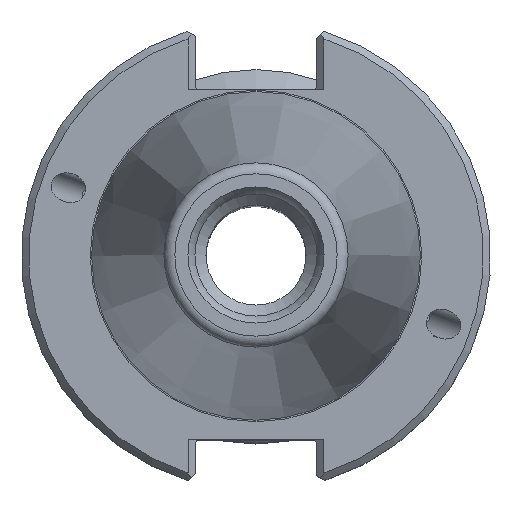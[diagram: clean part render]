
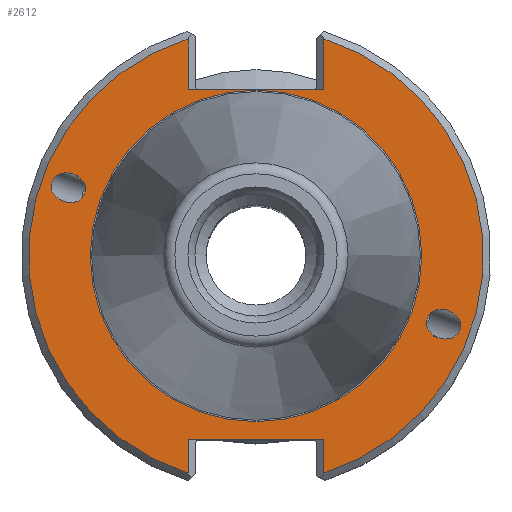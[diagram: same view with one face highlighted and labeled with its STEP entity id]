
A CAD part, top view. The second image highlights one B-rep face of the part: STEP entity #2612.
In plain terms, the highlighted planar face has unit normal (0, 0, 1).
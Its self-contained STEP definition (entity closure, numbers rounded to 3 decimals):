
#80=ELLIPSE('',#2763,2.381,1.95);
#81=ELLIPSE('',#2766,2.381,1.95);
#99=PLANE('',#2762);
#147=LINE('',#3909,#212);
#148=LINE('',#3911,#213);
#149=LINE('',#3913,#214);
#150=LINE('',#3917,#215);
#151=LINE('',#3919,#216);
#152=LINE('',#3921,#217);
#212=VECTOR('',#3060,1000.);
#213=VECTOR('',#3061,1000.);
#214=VECTOR('',#3062,1000.);
#215=VECTOR('',#3065,1000.);
#216=VECTOR('',#3066,1000.);
#217=VECTOR('',#3067,1000.);
#271=CIRCLE('',#2761,22.418);
#272=CIRCLE('',#2764,30.75);
#273=CIRCLE('',#2765,30.75);
#477=ORIENTED_EDGE('',*,*,#938,.F.);
#478=ORIENTED_EDGE('',*,*,#939,.T.);
#479=ORIENTED_EDGE('',*,*,#940,.T.);
#480=ORIENTED_EDGE('',*,*,#941,.F.);
#481=ORIENTED_EDGE('',*,*,#942,.T.);
#482=ORIENTED_EDGE('',*,*,#943,.T.);
#483=ORIENTED_EDGE('',*,*,#944,.T.);
#484=ORIENTED_EDGE('',*,*,#945,.F.);
#485=ORIENTED_EDGE('',*,*,#946,.T.);
#486=ORIENTED_EDGE('',*,*,#947,.F.);
#487=ORIENTED_EDGE('',*,*,#937,.F.);
#937=EDGE_CURVE('',#1158,#1158,#271,.T.);
#938=EDGE_CURVE('',#1159,#1159,#80,.T.);
#939=EDGE_CURVE('',#1160,#1161,#272,.T.);
#940=EDGE_CURVE('',#1161,#1162,#147,.T.);
#941=EDGE_CURVE('',#1163,#1162,#148,.T.);
#942=EDGE_CURVE('',#1163,#1164,#149,.T.);
#943=EDGE_CURVE('',#1164,#1165,#273,.T.);
#944=EDGE_CURVE('',#1165,#1166,#150,.T.);
#945=EDGE_CURVE('',#1167,#1166,#151,.T.);
#946=EDGE_CURVE('',#1167,#1160,#152,.T.);
#947=EDGE_CURVE('',#1168,#1168,#81,.T.);
#1158=VERTEX_POINT('',#3902);
#1159=VERTEX_POINT('',#3905);
#1160=VERTEX_POINT('',#3907);
#1161=VERTEX_POINT('',#3908);
#1162=VERTEX_POINT('',#3910);
#1163=VERTEX_POINT('',#3912);
#1164=VERTEX_POINT('',#3914);
#1165=VERTEX_POINT('',#3916);
#1166=VERTEX_POINT('',#3918);
#1167=VERTEX_POINT('',#3920);
#1168=VERTEX_POINT('',#3923);
#1376=EDGE_LOOP('',(#477));
#1377=EDGE_LOOP('',(#478,#479,#480,#481,#482,#483,#484,#485));
#1378=EDGE_LOOP('',(#486));
#1379=EDGE_LOOP('',(#487));
#1559=FACE_BOUND('',#1376,.T.);
#1560=FACE_BOUND('',#1377,.T.);
#1561=FACE_BOUND('',#1378,.T.);
#1562=FACE_BOUND('',#1379,.T.);
#2612=ADVANCED_FACE('',(#1559,#1560,#1561,#1562),#99,.T.);
#2761=AXIS2_PLACEMENT_3D('',#3901,#3052,#3053);
#2762=AXIS2_PLACEMENT_3D('',#3903,#3054,#3055);
#2763=AXIS2_PLACEMENT_3D('',#3904,#3056,#3057);
#2764=AXIS2_PLACEMENT_3D('',#3906,#3058,#3059);
#2765=AXIS2_PLACEMENT_3D('',#3915,#3063,#3064);
#2766=AXIS2_PLACEMENT_3D('',#3922,#3068,#3069);
#3052=DIRECTION('',(0.,0.,1.));
#3053=DIRECTION('',(1.,0.,0.));
#3054=DIRECTION('',(0.,0.,1.));
#3055=DIRECTION('',(1.,0.,0.));
#3056=DIRECTION('',(0.,0.,1.));
#3057=DIRECTION('',(0.94,-0.342,0.));
#3058=DIRECTION('',(0.,0.,1.));
#3059=DIRECTION('',(1.,0.,0.));
#3060=DIRECTION('',(0.,1.,0.));
#3061=DIRECTION('',(-1.,0.,0.));
#3062=DIRECTION('',(0.,-1.,0.));
#3063=DIRECTION('',(0.,0.,1.));
#3064=DIRECTION('',(1.,0.,0.));
#3065=DIRECTION('',(0.,-1.,0.));
#3066=DIRECTION('',(1.,0.,0.));
#3067=DIRECTION('',(0.,1.,0.));
#3068=DIRECTION('',(0.,0.,1.));
#3069=DIRECTION('',(-0.94,0.342,0.));
#3901=CARTESIAN_POINT('',(0.,0.,-3.17));
#3902=CARTESIAN_POINT('',(22.418,0.,-3.17));
#3903=CARTESIAN_POINT('',(22.418,0.,-3.17));
#3904=CARTESIAN_POINT('',(-25.372,9.235,-3.17));
#3905=CARTESIAN_POINT('',(-23.135,8.42,-3.17));
#3906=CARTESIAN_POINT('',(0.,0.,-3.17));
#3907=CARTESIAN_POINT('',(-9.19,29.345,-3.17));
#3908=CARTESIAN_POINT('',(-9.19,-29.345,-3.17));
#3909=CARTESIAN_POINT('',(-9.19,-24.87,-3.17));
#3910=CARTESIAN_POINT('',(-9.19,-24.87,-3.17));
#3911=CARTESIAN_POINT('',(8.19,-24.87,-3.17));
#3912=CARTESIAN_POINT('',(9.19,-24.87,-3.17));
#3913=CARTESIAN_POINT('',(9.19,-30.831,-3.17));
#3914=CARTESIAN_POINT('',(9.19,-29.345,-3.17));
#3915=CARTESIAN_POINT('',(0.,0.,-3.17));
#3916=CARTESIAN_POINT('',(9.19,29.345,-3.17));
#3917=CARTESIAN_POINT('',(9.19,22.46,-3.17));
#3918=CARTESIAN_POINT('',(9.19,22.46,-3.17));
#3919=CARTESIAN_POINT('',(-8.19,22.46,-3.17));
#3920=CARTESIAN_POINT('',(-9.19,22.46,-3.17));
#3921=CARTESIAN_POINT('',(-9.19,30.831,-3.17));
#3922=CARTESIAN_POINT('',(25.372,-9.235,-3.17));
#3923=CARTESIAN_POINT('',(23.135,-8.42,-3.17));
